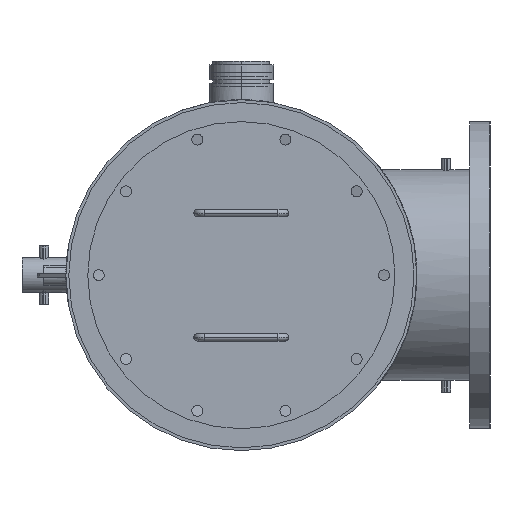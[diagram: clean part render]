
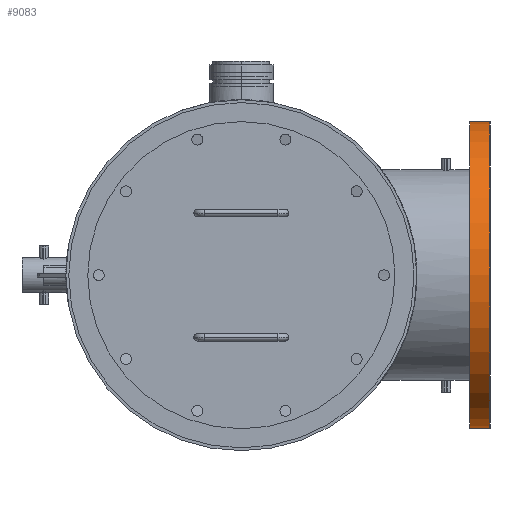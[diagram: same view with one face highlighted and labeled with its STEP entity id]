
A CAD part, left-side view. The second image highlights one B-rep face of the part: STEP entity #9083.
In plain terms, the highlighted cylindrical face has radius 266.7 mm (diameter 533.4 mm), a partial arc.
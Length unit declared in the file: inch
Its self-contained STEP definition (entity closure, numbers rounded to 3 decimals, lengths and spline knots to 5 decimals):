
#385 = ORIENTED_EDGE ( 'NONE', *, *, #4925, .T. ) ;
#1217 = EDGE_CURVE ( 'NONE', #6416, #5793, #1835, .T. ) ;
#1274 = VERTEX_POINT ( 'NONE', #9441 ) ;
#1782 = VERTEX_POINT ( 'NONE', #4341 ) ;
#1835 = CIRCLE ( 'NONE', #7044, 10.5 ) ;
#2482 = CARTESIAN_POINT ( 'NONE',  ( 19.29, -17., 0. ) ) ;
#4307 = CARTESIAN_POINT ( 'NONE',  ( 19.29, -15.62, 10.5 ) ) ;
#4341 = CARTESIAN_POINT ( 'NONE',  ( 19.29, -15.62, -10.5 ) ) ;
#4522 = VECTOR ( 'NONE', #11560, 39.37008 ) ;
#4710 = CARTESIAN_POINT ( 'NONE',  ( 19.29, -17., 10.5 ) ) ;
#4925 = EDGE_CURVE ( 'NONE', #1782, #5793, #11904, .T. ) ;
#4945 = EDGE_CURVE ( 'NONE', #1274, #6416, #8360, .T. ) ;
#5171 = AXIS2_PLACEMENT_3D ( 'NONE', #12423, #8511, #12385 ) ;
#5793 = VERTEX_POINT ( 'NONE', #10270 ) ;
#6416 = VERTEX_POINT ( 'NONE', #4710 ) ;
#6464 = ORIENTED_EDGE ( 'NONE', *, *, #4945, .F. ) ;
#6489 = CARTESIAN_POINT ( 'NONE',  ( 19.29, -15.62, 0. ) ) ;
#6573 = DIRECTION ( 'NONE',  ( 0., 0., -1. ) ) ;
#6813 = VECTOR ( 'NONE', #7138, 39.37008 ) ;
#7044 = AXIS2_PLACEMENT_3D ( 'NONE', #2482, #12242, #9400 ) ;
#7138 = DIRECTION ( 'NONE',  ( 0., -1., 0. ) ) ;
#7471 = DIRECTION ( 'NONE',  ( 0., -1., 0. ) ) ;
#7694 = ORIENTED_EDGE ( 'NONE', *, *, #10444, .T. ) ;
#8360 = LINE ( 'NONE', #4307, #6813 ) ;
#8511 = DIRECTION ( 'NONE',  ( 0., -1., 0. ) ) ;
#8725 = CIRCLE ( 'NONE', #5171, 10.5 ) ;
#8916 = FACE_OUTER_BOUND ( 'NONE', #12219, .T. ) ;
#9083 = ADVANCED_FACE ( 'NONE', ( #8916 ), #9340, .T. ) ;
#9340 = CYLINDRICAL_SURFACE ( 'NONE', #10265, 10.5 ) ;
#9400 = DIRECTION ( 'NONE',  ( 0., 0., -1. ) ) ;
#9441 = CARTESIAN_POINT ( 'NONE',  ( 19.29, -15.62, 10.5 ) ) ;
#10265 = AXIS2_PLACEMENT_3D ( 'NONE', #6489, #7471, #6573 ) ;
#10270 = CARTESIAN_POINT ( 'NONE',  ( 19.29, -17., -10.5 ) ) ;
#10444 = EDGE_CURVE ( 'NONE', #1274, #1782, #8725, .T. ) ;
#10652 = CARTESIAN_POINT ( 'NONE',  ( 19.29, -15.62, -10.5 ) ) ;
#11428 = ORIENTED_EDGE ( 'NONE', *, *, #1217, .F. ) ;
#11560 = DIRECTION ( 'NONE',  ( 0., -1., 0. ) ) ;
#11904 = LINE ( 'NONE', #10652, #4522 ) ;
#12219 = EDGE_LOOP ( 'NONE', ( #6464, #7694, #385, #11428 ) ) ;
#12242 = DIRECTION ( 'NONE',  ( 0., -1., 0. ) ) ;
#12385 = DIRECTION ( 'NONE',  ( 0., 0., -1. ) ) ;
#12423 = CARTESIAN_POINT ( 'NONE',  ( 19.29, -15.62, 0. ) ) ;
